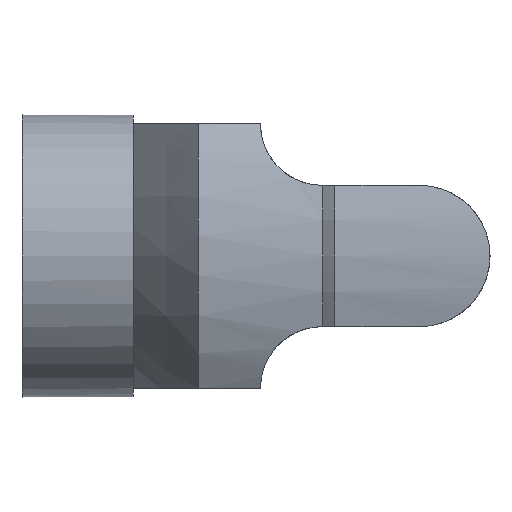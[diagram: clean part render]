
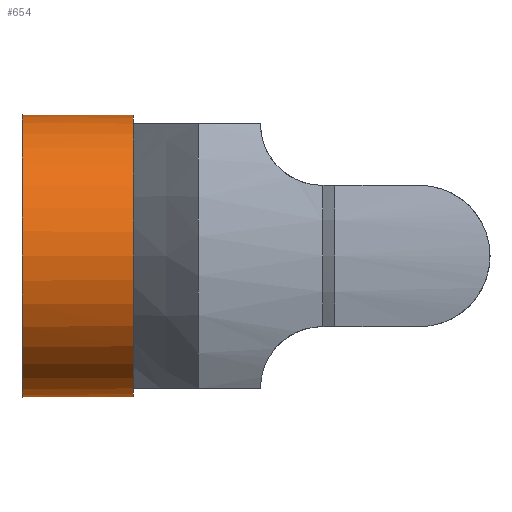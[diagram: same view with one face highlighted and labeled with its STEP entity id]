
A CAD part, left-side view. The second image highlights one B-rep face of the part: STEP entity #654.
In plain terms, the highlighted cylindrical face has radius 40 mm (diameter 80 mm), a full revolution.
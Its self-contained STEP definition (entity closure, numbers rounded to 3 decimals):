
#82=FACE_OUTER_BOUND('',#121,.T.);
#121=EDGE_LOOP('',(#593,#594,#595,#596,#597,#598,#599,#600,#601));
#180=LINE('',#1390,#226);
#226=VECTOR('',#919,40.);
#245=CIRCLE('',#720,40.);
#246=CIRCLE('',#722,40.);
#248=CIRCLE('',#725,40.);
#253=CIRCLE('',#736,40.);
#254=CIRCLE('',#737,40.);
#255=CIRCLE('',#739,40.);
#256=CIRCLE('',#740,40.);
#292=VERTEX_POINT('',#1176);
#293=VERTEX_POINT('',#1178);
#313=VERTEX_POINT('',#1348);
#314=VERTEX_POINT('',#1350);
#317=VERTEX_POINT('',#1382);
#318=VERTEX_POINT('',#1386);
#319=VERTEX_POINT('',#1387);
#402=EDGE_CURVE('',#314,#313,#245,.T.);
#403=EDGE_CURVE('',#293,#292,#246,.T.);
#405=EDGE_CURVE('',#313,#293,#248,.T.);
#410=EDGE_CURVE('',#317,#314,#253,.T.);
#411=EDGE_CURVE('',#292,#317,#254,.T.);
#412=EDGE_CURVE('',#318,#319,#255,.T.);
#413=EDGE_CURVE('',#319,#318,#256,.T.);
#414=EDGE_CURVE('',#319,#317,#180,.T.);
#593=ORIENTED_EDGE('',*,*,#412,.F.);
#594=ORIENTED_EDGE('',*,*,#413,.F.);
#595=ORIENTED_EDGE('',*,*,#414,.T.);
#596=ORIENTED_EDGE('',*,*,#410,.T.);
#597=ORIENTED_EDGE('',*,*,#402,.T.);
#598=ORIENTED_EDGE('',*,*,#405,.T.);
#599=ORIENTED_EDGE('',*,*,#403,.T.);
#600=ORIENTED_EDGE('',*,*,#411,.T.);
#601=ORIENTED_EDGE('',*,*,#414,.F.);
#619=CYLINDRICAL_SURFACE('',#738,40.);
#654=ADVANCED_FACE('',(#82),#619,.T.);
#720=AXIS2_PLACEMENT_3D('',#1366,#877,#878);
#722=AXIS2_PLACEMENT_3D('',#1368,#881,#882);
#725=AXIS2_PLACEMENT_3D('',#1371,#887,#888);
#736=AXIS2_PLACEMENT_3D('',#1383,#909,#910);
#737=AXIS2_PLACEMENT_3D('',#1384,#911,#912);
#738=AXIS2_PLACEMENT_3D('',#1385,#913,#914);
#739=AXIS2_PLACEMENT_3D('',#1388,#915,#916);
#740=AXIS2_PLACEMENT_3D('',#1389,#917,#918);
#877=DIRECTION('center_axis',(0.,1.,0.));
#878=DIRECTION('ref_axis',(-1.,0.,0.));
#881=DIRECTION('center_axis',(0.,1.,0.));
#882=DIRECTION('ref_axis',(-1.,0.,0.));
#887=DIRECTION('center_axis',(0.,1.,0.));
#888=DIRECTION('ref_axis',(-1.,0.,0.));
#909=DIRECTION('center_axis',(0.,1.,0.));
#910=DIRECTION('ref_axis',(-1.,0.,0.));
#911=DIRECTION('center_axis',(0.,1.,0.));
#912=DIRECTION('ref_axis',(-1.,0.,0.));
#913=DIRECTION('center_axis',(0.,1.,0.));
#914=DIRECTION('ref_axis',(-1.,0.,0.));
#915=DIRECTION('center_axis',(0.,1.,0.));
#916=DIRECTION('ref_axis',(-1.,0.,0.));
#917=DIRECTION('center_axis',(0.,1.,0.));
#918=DIRECTION('ref_axis',(-1.,0.,0.));
#919=DIRECTION('',(0.,-1.,0.));
#1176=CARTESIAN_POINT('',(13.919,-31.5,37.5));
#1178=CARTESIAN_POINT('',(-13.919,-31.5,37.5));
#1348=CARTESIAN_POINT('',(-13.919,-31.5,-37.5));
#1350=CARTESIAN_POINT('',(13.919,-31.5,-37.5));
#1366=CARTESIAN_POINT('Origin',(0.,-31.5,0.));
#1368=CARTESIAN_POINT('Origin',(0.,-31.5,0.));
#1371=CARTESIAN_POINT('Origin',(0.,-31.5,0.));
#1382=CARTESIAN_POINT('',(40.,-31.5,0.));
#1383=CARTESIAN_POINT('Origin',(0.,-31.5,0.));
#1384=CARTESIAN_POINT('Origin',(0.,-31.5,0.));
#1385=CARTESIAN_POINT('Origin',(0.,-15.75,0.));
#1386=CARTESIAN_POINT('',(-40.,0.,0.));
#1387=CARTESIAN_POINT('',(40.,0.,0.));
#1388=CARTESIAN_POINT('Origin',(0.,0.,0.));
#1389=CARTESIAN_POINT('Origin',(0.,0.,0.));
#1390=CARTESIAN_POINT('',(40.,-15.75,0.));
